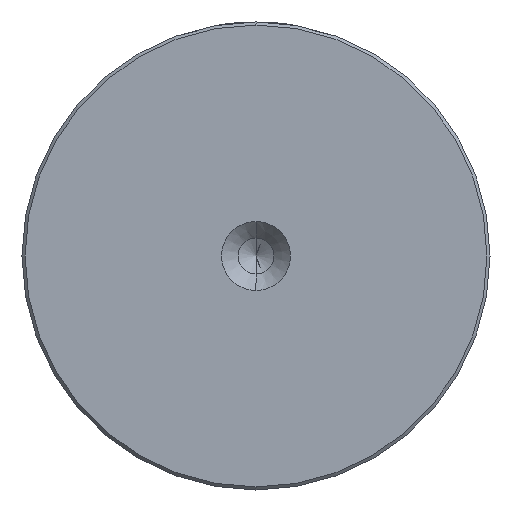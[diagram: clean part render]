
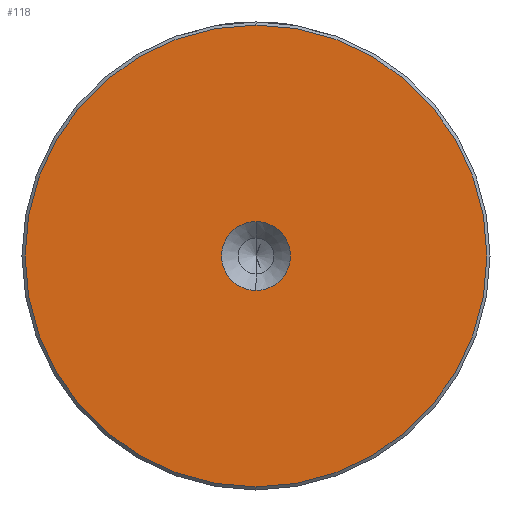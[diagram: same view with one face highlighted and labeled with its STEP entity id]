
A CAD part, left-side view. The second image highlights one B-rep face of the part: STEP entity #118.
In plain terms, the highlighted planar face has unit normal (-1, 0, 0).
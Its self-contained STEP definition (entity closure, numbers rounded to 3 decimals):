
#39 = VERTEX_POINT ( 'NONE', #52 ) ;
#52 = CARTESIAN_POINT ( 'NONE',  ( 0., 0., 37.5 ) ) ;
#110 = ORIENTED_EDGE ( 'NONE', *, *, #799, .F. ) ;
#117 = CARTESIAN_POINT ( 'NONE',  ( 0., 0., 5.6 ) ) ;
#118 = ADVANCED_FACE ( 'NONE', ( #1468, #2490 ), #1581, .T. ) ;
#318 = CARTESIAN_POINT ( 'NONE',  ( 0., 0., 0. ) ) ;
#494 = EDGE_CURVE ( 'NONE', #894, #607, #1037, .T. ) ;
#498 = CARTESIAN_POINT ( 'NONE',  ( 0., 0., -37.5 ) ) ;
#537 = DIRECTION ( 'NONE',  ( 0., 0., 1. ) ) ;
#598 = CARTESIAN_POINT ( 'NONE',  ( 0., 0., -5.6 ) ) ;
#607 = VERTEX_POINT ( 'NONE', #117 ) ;
#719 = AXIS2_PLACEMENT_3D ( 'NONE', #1212, #1858, #1198 ) ;
#799 = EDGE_CURVE ( 'NONE', #607, #894, #2548, .T. ) ;
#832 = CIRCLE ( 'NONE', #1551, 37.5 ) ;
#894 = VERTEX_POINT ( 'NONE', #598 ) ;
#1037 = CIRCLE ( 'NONE', #1776, 5.6 ) ;
#1051 = ORIENTED_EDGE ( 'NONE', *, *, #2094, .T. ) ;
#1134 = CARTESIAN_POINT ( 'NONE',  ( 0., 0., 0. ) ) ;
#1161 = EDGE_LOOP ( 'NONE', ( #1946, #1051 ) ) ;
#1190 = AXIS2_PLACEMENT_3D ( 'NONE', #318, #1773, #537 ) ;
#1198 = DIRECTION ( 'NONE',  ( 0., 0., 1. ) ) ;
#1201 = EDGE_LOOP ( 'NONE', ( #110, #1686 ) ) ;
#1212 = CARTESIAN_POINT ( 'NONE',  ( 0., 0., 0. ) ) ;
#1335 = DIRECTION ( 'NONE',  ( 0., 0., 1. ) ) ;
#1431 = CIRCLE ( 'NONE', #1190, 37.5 ) ;
#1468 = FACE_OUTER_BOUND ( 'NONE', #1161, .T. ) ;
#1472 = AXIS2_PLACEMENT_3D ( 'NONE', #2243, #2234, #2217 ) ;
#1551 = AXIS2_PLACEMENT_3D ( 'NONE', #1134, #2555, #1335 ) ;
#1581 = PLANE ( 'NONE',  #719 ) ;
#1686 = ORIENTED_EDGE ( 'NONE', *, *, #494, .F. ) ;
#1773 = DIRECTION ( 'NONE',  ( -1., 0., 0. ) ) ;
#1776 = AXIS2_PLACEMENT_3D ( 'NONE', #1829, #1816, #1803 ) ;
#1803 = DIRECTION ( 'NONE',  ( 0., 0., 1. ) ) ;
#1816 = DIRECTION ( 'NONE',  ( -1., 0., 0. ) ) ;
#1822 = EDGE_CURVE ( 'NONE', #2508, #39, #1431, .T. ) ;
#1829 = CARTESIAN_POINT ( 'NONE',  ( 0., 0., 0. ) ) ;
#1858 = DIRECTION ( 'NONE',  ( -1., 0., 0. ) ) ;
#1946 = ORIENTED_EDGE ( 'NONE', *, *, #1822, .T. ) ;
#2094 = EDGE_CURVE ( 'NONE', #39, #2508, #832, .T. ) ;
#2217 = DIRECTION ( 'NONE',  ( 0., 0., 1. ) ) ;
#2234 = DIRECTION ( 'NONE',  ( -1., 0., 0. ) ) ;
#2243 = CARTESIAN_POINT ( 'NONE',  ( 0., 0., 0. ) ) ;
#2490 = FACE_BOUND ( 'NONE', #1201, .T. ) ;
#2508 = VERTEX_POINT ( 'NONE', #498 ) ;
#2548 = CIRCLE ( 'NONE', #1472, 5.6 ) ;
#2555 = DIRECTION ( 'NONE',  ( -1., 0., 0. ) ) ;
